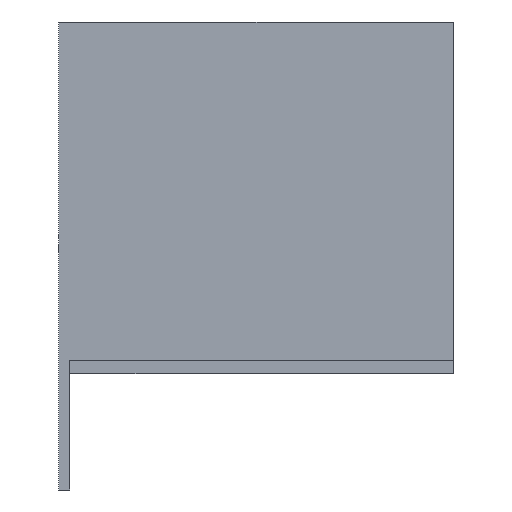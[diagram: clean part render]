
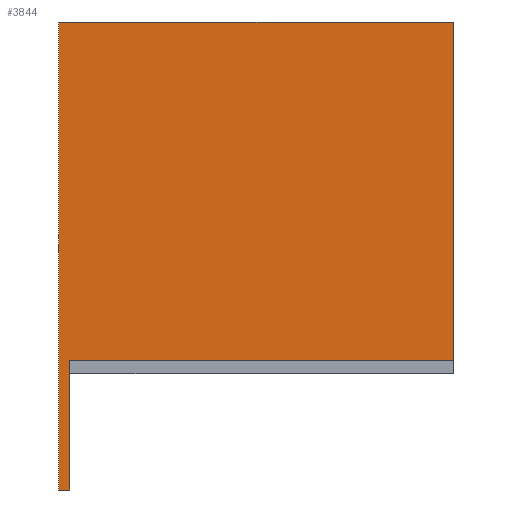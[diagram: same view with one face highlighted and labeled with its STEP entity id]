
A CAD part, left-side view. The second image highlights one B-rep face of the part: STEP entity #3844.
In plain terms, the highlighted planar face has unit normal (-1, 0, 0).
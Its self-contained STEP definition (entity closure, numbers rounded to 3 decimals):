
#3815=AXIS2_PLACEMENT_3D('Plane Axis2P3D',#3812,#3813,#3814) ;
#782=CARTESIAN_POINT('Vertex',(-52.5,68.,75.)) ;
#785=CARTESIAN_POINT('Line Origine',(-52.5,68.,63.5)) ;
#789=CARTESIAN_POINT('Vertex',(-52.5,68.,52.)) ;
#1116=CARTESIAN_POINT('Line Origine',(-52.5,69.,52.)) ;
#1120=CARTESIAN_POINT('Vertex',(-52.5,70.,52.)) ;
#2366=CARTESIAN_POINT('Line Origine',(-52.5,70.,93.5)) ;
#2370=CARTESIAN_POINT('Vertex',(-52.5,70.,135.)) ;
#3812=CARTESIAN_POINT('Axis2P3D Location',(-52.5,0.,0.)) ;
#3817=CARTESIAN_POINT('Line Origine',(-52.5,35.,135.)) ;
#3821=CARTESIAN_POINT('Vertex',(-52.5,0.,135.)) ;
#3824=CARTESIAN_POINT('Line Origine',(-52.5,34.,75.)) ;
#3828=CARTESIAN_POINT('Vertex',(-52.5,0.,75.)) ;
#3831=CARTESIAN_POINT('Line Origine',(-52.5,0.,105.)) ;
#786=DIRECTION('Vector Direction',(0.,0.,1.)) ;
#1117=DIRECTION('Vector Direction',(0.,-1.,0.)) ;
#2367=DIRECTION('Vector Direction',(0.,0.,-1.)) ;
#3813=DIRECTION('Axis2P3D Direction',(1.,0.,0.)) ;
#3814=DIRECTION('Axis2P3D XDirection',(0.,1.,0.)) ;
#3818=DIRECTION('Vector Direction',(0.,1.,0.)) ;
#3825=DIRECTION('Vector Direction',(0.,-1.,0.)) ;
#3832=DIRECTION('Vector Direction',(0.,0.,1.)) ;
#787=VECTOR('Line Direction',#786,1.) ;
#1118=VECTOR('Line Direction',#1117,1.) ;
#2368=VECTOR('Line Direction',#2367,1.) ;
#3819=VECTOR('Line Direction',#3818,1.) ;
#3826=VECTOR('Line Direction',#3825,1.) ;
#3833=VECTOR('Line Direction',#3832,1.) ;
#3837=ORIENTED_EDGE('',*,*,#3823,.F.) ;
#3838=ORIENTED_EDGE('',*,*,#2372,.F.) ;
#3839=ORIENTED_EDGE('',*,*,#1122,.F.) ;
#3840=ORIENTED_EDGE('',*,*,#791,.F.) ;
#3841=ORIENTED_EDGE('',*,*,#3830,.F.) ;
#3842=ORIENTED_EDGE('',*,*,#3835,.F.) ;
#3844=ADVANCED_FACE('Copriterminale alto HTC superiore',(#3843),#3816,.F.) ;
#791=EDGE_CURVE('',#783,#790,#788,.F.) ;
#1122=EDGE_CURVE('',#790,#1121,#1119,.F.) ;
#2372=EDGE_CURVE('',#1121,#2371,#2369,.F.) ;
#3823=EDGE_CURVE('',#2371,#3822,#3820,.F.) ;
#3830=EDGE_CURVE('',#3829,#783,#3827,.F.) ;
#3835=EDGE_CURVE('',#3822,#3829,#3834,.F.) ;
#3836=EDGE_LOOP('',(#3837,#3838,#3839,#3840,#3841,#3842)) ;
#3843=FACE_OUTER_BOUND('',#3836,.T.) ;
#788=LINE('Line',#785,#787) ;
#1119=LINE('Line',#1116,#1118) ;
#2369=LINE('Line',#2366,#2368) ;
#3820=LINE('Line',#3817,#3819) ;
#3827=LINE('Line',#3824,#3826) ;
#3834=LINE('Line',#3831,#3833) ;
#3816=PLANE('',#3815) ;
#783=VERTEX_POINT('',#782) ;
#790=VERTEX_POINT('',#789) ;
#1121=VERTEX_POINT('',#1120) ;
#2371=VERTEX_POINT('',#2370) ;
#3822=VERTEX_POINT('',#3821) ;
#3829=VERTEX_POINT('',#3828) ;
